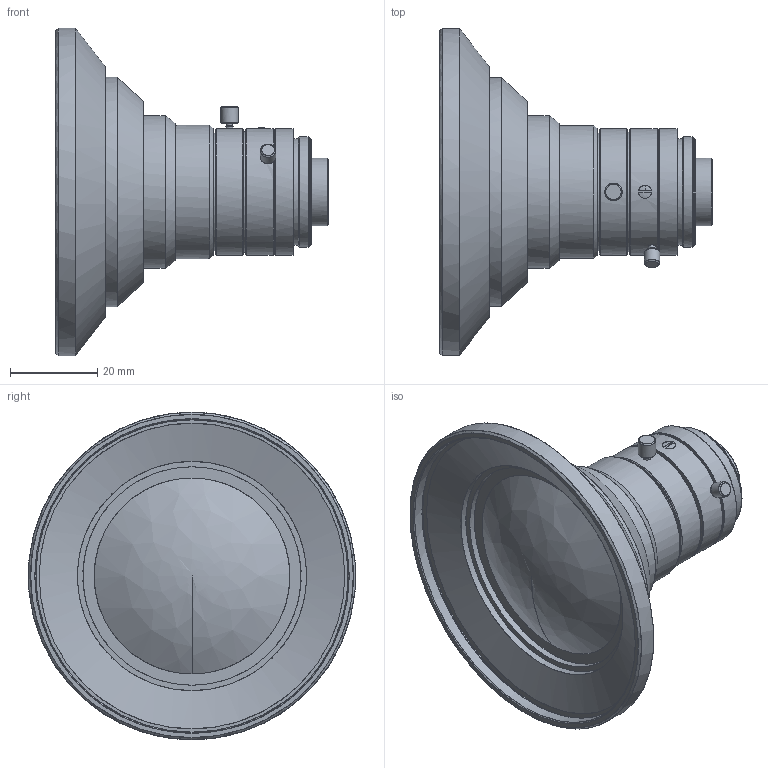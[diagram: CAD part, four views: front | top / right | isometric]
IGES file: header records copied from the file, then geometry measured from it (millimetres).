
Start section: C
Global section: file name: M0528-MPW3_HP_251009.igs; native system: By Siemens PLM Incorporated; preprocessor: XPlus GENERIC/IGES 24.1.129; author: Author; organization: Title; date: 20251010.144838; units: millimetre
Bounding box: 62.34 x 74.82 x 75 mm (x, y, z)
Surface area: 34755.1 mm2 (no closed solid volume)
Topology: 0 solids, 0 shells, 188 faces, 976 edges, 972 vertices
Faces by surface type: bspline 188
